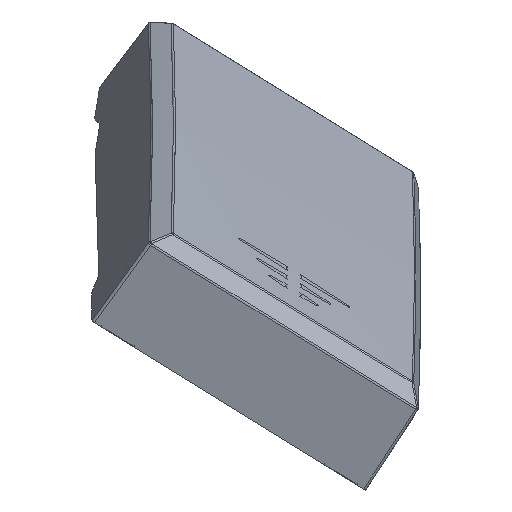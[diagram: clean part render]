
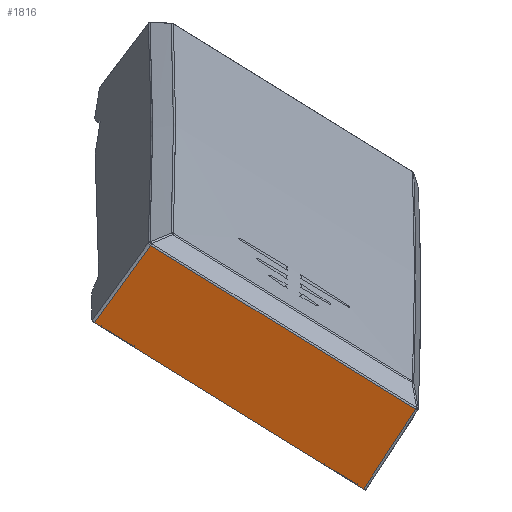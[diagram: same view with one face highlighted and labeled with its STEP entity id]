
A CAD part, front view. The second image highlights one B-rep face of the part: STEP entity #1816.
In plain terms, the highlighted face is planar.
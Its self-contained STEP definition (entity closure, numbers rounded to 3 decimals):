
#1665=CARTESIAN_POINT('Vertex',(22.354,10.923,8.14)) ;
#1757=CARTESIAN_POINT('Vertex',(22.354,-10.923,8.14)) ;
#1760=CARTESIAN_POINT('Line Origine',(22.354,0.,8.14)) ;
#1786=CARTESIAN_POINT('Axis2P3D Location',(22.354,0.,8.14)) ;
#1791=CARTESIAN_POINT('Line Origine',(22.209,-10.836,4.809)) ;
#1795=CARTESIAN_POINT('Vertex',(22.063,-10.748,1.478)) ;
#1798=CARTESIAN_POINT('Line Origine',(22.063,0.,1.478)) ;
#1802=CARTESIAN_POINT('Vertex',(22.063,10.748,1.478)) ;
#1805=CARTESIAN_POINT('Line Origine',(22.209,10.836,4.809)) ;
#1761=DIRECTION('Vector Direction',(0.,1.,0.)) ;
#1787=DIRECTION('Axis2P3D Direction',(0.999,0.,-0.044)) ;
#1788=DIRECTION('Axis2P3D XDirection',(-0.044,0.,-0.999)) ;
#1792=DIRECTION('Vector Direction',(-0.044,0.026,-0.999)) ;
#1799=DIRECTION('Vector Direction',(0.,1.,0.)) ;
#1806=DIRECTION('Vector Direction',(-0.044,-0.026,-0.999)) ;
#1789=AXIS2_PLACEMENT_3D('Plane Axis2P3D',#1786,#1787,#1788) ;
#1811=ORIENTED_EDGE('',*,*,#1764,.T.) ;
#1812=ORIENTED_EDGE('',*,*,#1797,.F.) ;
#1813=ORIENTED_EDGE('',*,*,#1804,.F.) ;
#1814=ORIENTED_EDGE('',*,*,#1809,.T.) ;
#1762=VECTOR('Line Direction',#1761,1.) ;
#1793=VECTOR('Line Direction',#1792,1.) ;
#1800=VECTOR('Line Direction',#1799,1.) ;
#1807=VECTOR('Line Direction',#1806,1.) ;
#1816=ADVANCED_FACE('PartBody',(#1815),#1790,.T.) ;
#1764=EDGE_CURVE('',#1666,#1758,#1763,.F.) ;
#1797=EDGE_CURVE('',#1796,#1758,#1794,.F.) ;
#1804=EDGE_CURVE('',#1803,#1796,#1801,.F.) ;
#1809=EDGE_CURVE('',#1803,#1666,#1808,.F.) ;
#1810=EDGE_LOOP('',(#1811,#1812,#1813,#1814)) ;
#1815=FACE_OUTER_BOUND('',#1810,.T.) ;
#1763=LINE('Line',#1760,#1762) ;
#1794=LINE('Line',#1791,#1793) ;
#1801=LINE('Line',#1798,#1800) ;
#1808=LINE('Line',#1805,#1807) ;
#1790=PLANE('',#1789) ;
#1666=VERTEX_POINT('',#1665) ;
#1758=VERTEX_POINT('',#1757) ;
#1796=VERTEX_POINT('',#1795) ;
#1803=VERTEX_POINT('',#1802) ;
